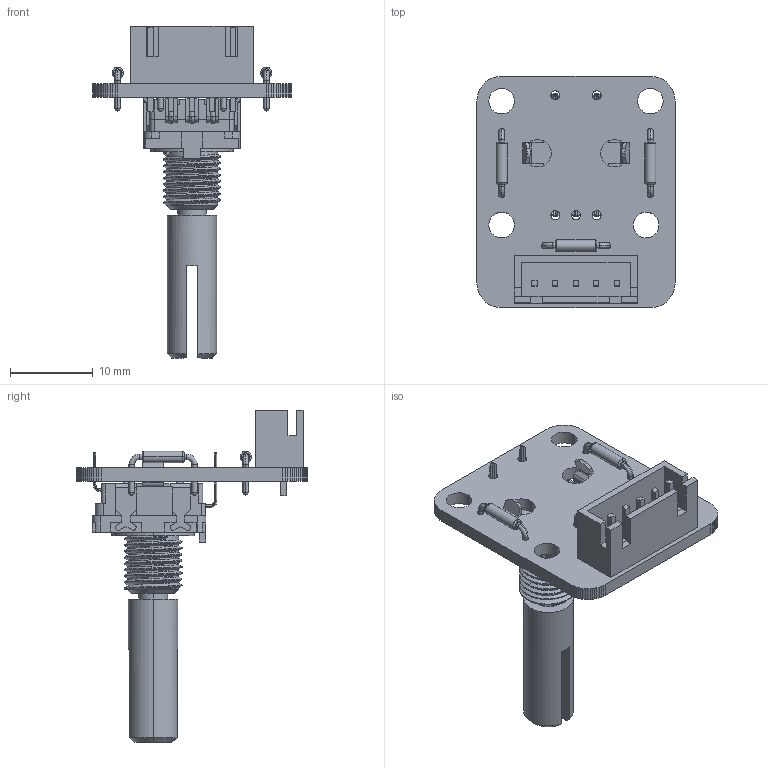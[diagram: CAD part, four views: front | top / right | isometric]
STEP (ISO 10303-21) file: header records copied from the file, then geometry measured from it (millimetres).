
FILE_DESCRIPTION(('PCB Model'),'2;1');
FILE_NAME('encoder_board.STEP','2019-10-26T03:05:08',('guigur'),('Unspecified'), 'Open CASCADE STEP processor 6.8','Proteus','Unknown');
FILE_SCHEMA(('AUTOMOTIVE_DESIGN { 1 0 10303 214 1 1 1 1 }'));
Length unit declared in the file: millimetre
Products named in the file (24): Open CASCADE STEP translator 6.8 1; Layer_1; J1; Open CASCADE STEP translator 6.8 1.2.1; Body_1; R1; Open CASCADE STEP translator 6.8 1.3.1; Pin_1; Pin_2; R3; U1; Open CASCADE STEP translator 6.8 1.5.1; SOLID; R2
Assembly tree (28 placements, depth 7):
  Open CASCADE STEP translator 6.8 1
    Layer_1
    J1
      Open CASCADE STEP translator 6.8 1.2.1
        Body_1
    R1
      Open CASCADE STEP translator 6.8 1.3.1
        Body_1
        Pin_1
        Pin_2
    R3
      Open CASCADE STEP translator 6.8 1.3.1
        Body_1
        Pin_1
        Pin_2
    U1
      Open CASCADE STEP translator 6.8 1.5.1
        Body_1
          (unnamed)
          (unnamed)
          (unnamed)
          (unnamed)
            (unnamed)  x3
              SOLID
              SOLID
            (unnamed)  x2
            (unnamed)
    R2
      Open CASCADE STEP translator 6.8 1.3.1
        Body_1
        Pin_1
        Pin_2
Bounding box: 24 x 28 x 40.21 mm (x, y, z)
Volume: 2870.3 mm3; surface area: 4519.8 mm2
Topology: 23 solids, 23 shells, 800 faces, 2133 edges, 1376 vertices
Faces by surface type: plane 471, cylinder 210, bspline 72, sphere 24, torus 12, extrusion 6, cone 5
Entity records: 25151 total; most frequent: CARTESIAN_POINT 7899, ORIENTED_EDGE 3478, DIRECTION 3083, EDGE_CURVE 1739, VECTOR 1255, LINE 1253, VERTEX_POINT 1150, AXIS2_PLACEMENT_3D 914
